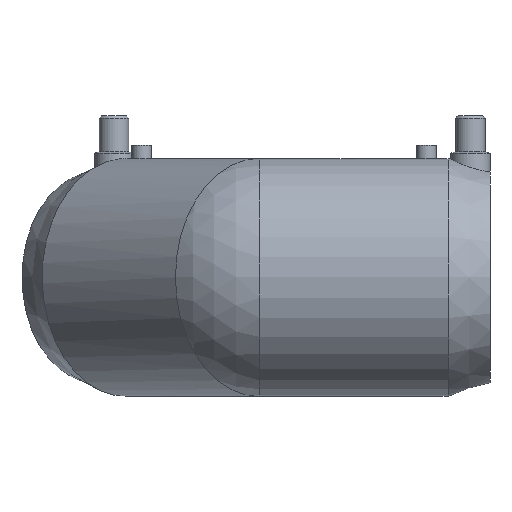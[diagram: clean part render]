
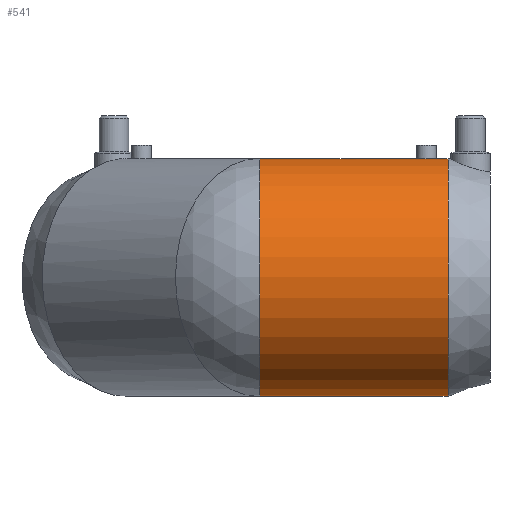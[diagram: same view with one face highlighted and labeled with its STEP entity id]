
A CAD part, left-side view. The second image highlights one B-rep face of the part: STEP entity #541.
In plain terms, the highlighted cylindrical face has radius 48.5 mm (diameter 97 mm), a full revolution.
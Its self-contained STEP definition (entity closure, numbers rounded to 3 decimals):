
#25=B_SPLINE_CURVE_WITH_KNOTS('',3,(#896,#897,#898,#899,#900,#901,#902,
#903,#904,#905,#906,#907,#908,#909,#910,#911,#912,#913,#914,#915,#916,#917,
#918,#919,#920,#921,#922,#923,#924,#925,#926,#927,#928,#929),
 .UNSPECIFIED.,.T.,.F.,(4,2,2,2,2,2,2,2,2,2,2,2,2,2,2,2,4),(0.,0.151,
0.301,0.452,0.603,0.754,
0.904,1.055,1.206,1.357,1.507,
1.658,1.809,1.96,2.11,2.261,
2.412),.UNSPECIFIED.);
#35=ELLIPSE('',#627,52.496,48.5);
#36=ELLIPSE('',#629,52.496,48.5);
#60=LINE('',#1114,#84);
#84=VECTOR('',#814,48.5);
#100=CYLINDRICAL_SURFACE('',#633,48.5);
#109=FACE_BOUND('',#194,.T.);
#147=FACE_OUTER_BOUND('',#193,.T.);
#193=EDGE_LOOP('',(#483,#484,#485,#486,#487,#488));
#194=EDGE_LOOP('',(#489));
#228=CIRCLE('',#623,48.5);
#232=CIRCLE('',#632,48.5);
#246=VERTEX_POINT('',#894);
#272=VERTEX_POINT('',#1096);
#274=VERTEX_POINT('',#1103);
#275=VERTEX_POINT('',#1105);
#276=VERTEX_POINT('',#1107);
#297=EDGE_CURVE('',#246,#246,#25,.T.);
#339=EDGE_CURVE('',#272,#272,#228,.T.);
#344=EDGE_CURVE('',#275,#274,#35,.T.);
#346=EDGE_CURVE('',#274,#276,#36,.T.);
#347=EDGE_CURVE('',#275,#276,#232,.T.);
#348=EDGE_CURVE('',#274,#272,#60,.T.);
#483=ORIENTED_EDGE('',*,*,#344,.T.);
#484=ORIENTED_EDGE('',*,*,#348,.T.);
#485=ORIENTED_EDGE('',*,*,#339,.T.);
#486=ORIENTED_EDGE('',*,*,#348,.F.);
#487=ORIENTED_EDGE('',*,*,#346,.T.);
#488=ORIENTED_EDGE('',*,*,#347,.F.);
#489=ORIENTED_EDGE('',*,*,#297,.T.);
#541=ADVANCED_FACE('',(#147,#109),#100,.T.);
#623=AXIS2_PLACEMENT_3D('',#1097,#790,#791);
#627=AXIS2_PLACEMENT_3D('',#1106,#800,#801);
#629=AXIS2_PLACEMENT_3D('',#1109,#804,#805);
#632=AXIS2_PLACEMENT_3D('',#1112,#810,#811);
#633=AXIS2_PLACEMENT_3D('',#1113,#812,#813);
#790=DIRECTION('center_axis',(0.,1.,0.));
#791=DIRECTION('ref_axis',(1.,0.,0.));
#800=DIRECTION('center_axis',(-0.383,-0.924,0.));
#801=DIRECTION('ref_axis',(-0.924,0.383,0.));
#804=DIRECTION('center_axis',(-0.383,-0.924,0.));
#805=DIRECTION('ref_axis',(-0.924,0.383,0.));
#810=DIRECTION('center_axis',(0.,1.,0.));
#811=DIRECTION('ref_axis',(1.,0.,0.));
#812=DIRECTION('center_axis',(0.,1.,0.));
#813=DIRECTION('ref_axis',(-1.,0.,0.));
#814=DIRECTION('',(0.,-1.,0.));
#894=CARTESIAN_POINT('',(4.,-42.5,48.335));
#896=CARTESIAN_POINT('Ctrl Pts',(4.,-42.5,48.335));
#897=CARTESIAN_POINT('Ctrl Pts',(4.,-43.002,48.335));
#898=CARTESIAN_POINT('Ctrl Pts',(3.9,-43.538,48.343));
#899=CARTESIAN_POINT('Ctrl Pts',(3.491,-44.524,48.375));
#900=CARTESIAN_POINT('Ctrl Pts',(3.183,-44.973,48.397));
#901=CARTESIAN_POINT('Ctrl Pts',(2.473,-45.683,48.438));
#902=CARTESIAN_POINT('Ctrl Pts',(2.024,-45.991,48.46));
#903=CARTESIAN_POINT('Ctrl Pts',(1.038,-46.4,48.491));
#904=CARTESIAN_POINT('Ctrl Pts',(0.502,-46.5,48.5));
#905=CARTESIAN_POINT('Ctrl Pts',(-0.502,-46.5,48.5));
#906=CARTESIAN_POINT('Ctrl Pts',(-1.038,-46.4,48.491));
#907=CARTESIAN_POINT('Ctrl Pts',(-2.024,-45.991,48.46));
#908=CARTESIAN_POINT('Ctrl Pts',(-2.473,-45.683,48.438));
#909=CARTESIAN_POINT('Ctrl Pts',(-3.183,-44.973,48.397));
#910=CARTESIAN_POINT('Ctrl Pts',(-3.491,-44.524,48.375));
#911=CARTESIAN_POINT('Ctrl Pts',(-3.9,-43.538,48.343));
#912=CARTESIAN_POINT('Ctrl Pts',(-4.,-43.002,48.335));
#913=CARTESIAN_POINT('Ctrl Pts',(-4.,-41.998,48.335));
#914=CARTESIAN_POINT('Ctrl Pts',(-3.9,-41.462,48.343));
#915=CARTESIAN_POINT('Ctrl Pts',(-3.491,-40.476,48.375));
#916=CARTESIAN_POINT('Ctrl Pts',(-3.183,-40.027,48.397));
#917=CARTESIAN_POINT('Ctrl Pts',(-2.473,-39.317,48.438));
#918=CARTESIAN_POINT('Ctrl Pts',(-2.024,-39.009,48.46));
#919=CARTESIAN_POINT('Ctrl Pts',(-1.038,-38.6,48.491));
#920=CARTESIAN_POINT('Ctrl Pts',(-0.502,-38.5,48.5));
#921=CARTESIAN_POINT('Ctrl Pts',(0.502,-38.5,48.5));
#922=CARTESIAN_POINT('Ctrl Pts',(1.038,-38.6,48.491));
#923=CARTESIAN_POINT('Ctrl Pts',(2.024,-39.009,48.46));
#924=CARTESIAN_POINT('Ctrl Pts',(2.473,-39.317,48.438));
#925=CARTESIAN_POINT('Ctrl Pts',(3.183,-40.027,48.397));
#926=CARTESIAN_POINT('Ctrl Pts',(3.491,-40.476,48.375));
#927=CARTESIAN_POINT('Ctrl Pts',(3.9,-41.462,48.343));
#928=CARTESIAN_POINT('Ctrl Pts',(4.,-41.998,48.335));
#929=CARTESIAN_POINT('Ctrl Pts',(4.,-42.5,48.335));
#1096=CARTESIAN_POINT('',(48.5,-51.375,0.));
#1097=CARTESIAN_POINT('Origin',(0.,-51.375,0.));
#1103=CARTESIAN_POINT('',(48.5,5.411,0.));
#1105=CARTESIAN_POINT('',(0.,25.5,-48.5));
#1106=CARTESIAN_POINT('Origin',(0.,25.5,0.));
#1107=CARTESIAN_POINT('',(0.,25.5,48.5));
#1109=CARTESIAN_POINT('Origin',(0.,25.5,0.));
#1112=CARTESIAN_POINT('Origin',(0.,25.5,0.));
#1113=CARTESIAN_POINT('Origin',(0.,-12.938,0.));
#1114=CARTESIAN_POINT('',(48.5,-12.938,0.));
